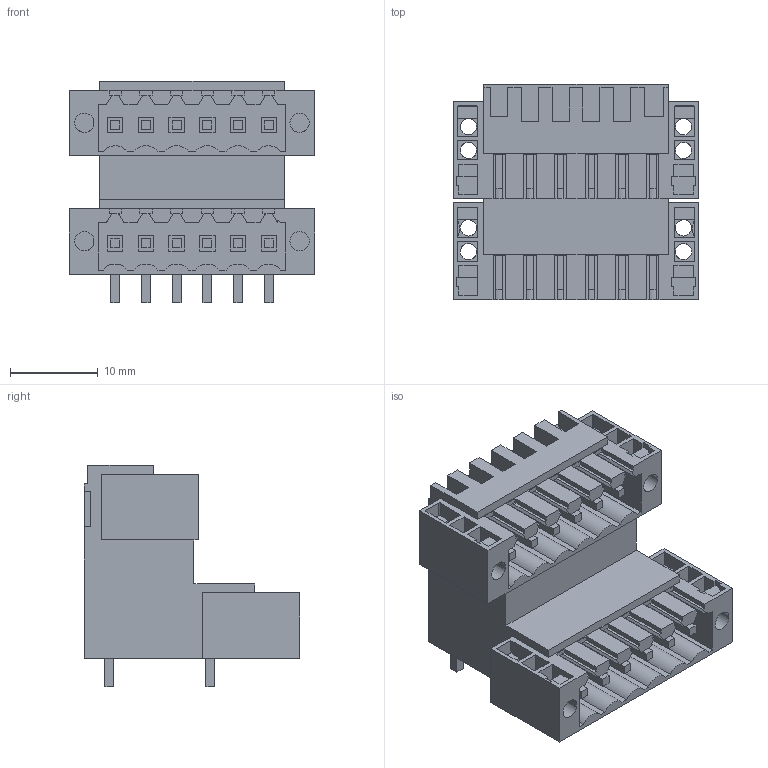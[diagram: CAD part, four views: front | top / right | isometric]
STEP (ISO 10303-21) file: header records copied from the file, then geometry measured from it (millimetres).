
FILE_DESCRIPTION(('CATIA V5 STEP Exchange','CAx-IF Rec.Pracs.--- Model Styling and Organization---1.4--- 2014-01-23'),'2;1');
FILE_NAME ('D1454187_2_1642390000_1642390000.stp','2022-07-28T10:42:49+00:00',('none'),('Weidmueller'),'CATIA Version 5-6 Release 2016 SP3 HF44','CATIA V5 STEP AP214','none');
FILE_SCHEMA(('AUTOMOTIVE_DESIGN { 1 0 10303 214 1 1 1 1 }'));
Length unit declared in the file: millimetre
Products named in the file (1): 1642390000
Bounding box: 27.9 x 24.55 x 25.2 mm (x, y, z)
Volume: 5560 mm3; surface area: 7846.8 mm2
Topology: 13 solids, 13 shells, 817 faces, 2257 edges, 1480 vertices
Faces by surface type: plane 722, cylinder 95
Entity records: 25342 total; most frequent: CARTESIAN_POINT 4980, ORIENTED_EDGE 4462, DIRECTION 3289, EDGE_CURVE 2231, VECTOR 2034, LINE 2034, VERTEX_POINT 1467, EDGE_LOOP 904
